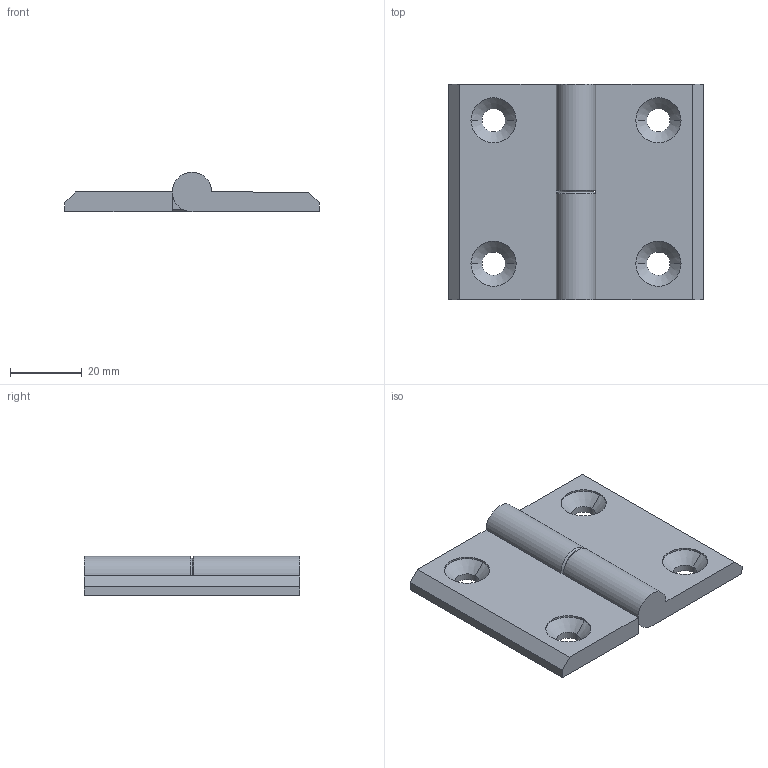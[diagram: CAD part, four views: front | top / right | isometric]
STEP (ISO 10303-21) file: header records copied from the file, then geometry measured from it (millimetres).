
FILE_DESCRIPTION (( 'STEP AP203' ), '1' );
FILE_NAME ('ALF-L45-SR.step', '2024-08-14T12:36:58', ( '' ), ( '' ), 'SwSTEP 2.0', 'SolidWorks 2022', '' );
FILE_SCHEMA (( 'CONFIG_CONTROL_DESIGN' ));
Length unit declared in the file: millimetre
Products named in the file (1): ALF-L45-SR
Bounding box: 71 x 60 x 11 mm (x, y, z)
Volume: 23932 mm3; surface area: 11018.5 mm2
Topology: 2 solids, 2 shells, 48 faces, 114 edges, 70 vertices
Faces by surface type: cylinder 18, plane 18, cone 12
Entity records: 1467 total; most frequent: DIRECTION 254, CARTESIAN_POINT 233, ORIENTED_EDGE 228, EDGE_CURVE 114, AXIS2_PLACEMENT_3D 91, VECTOR 72, LINE 72, VERTEX_POINT 70
